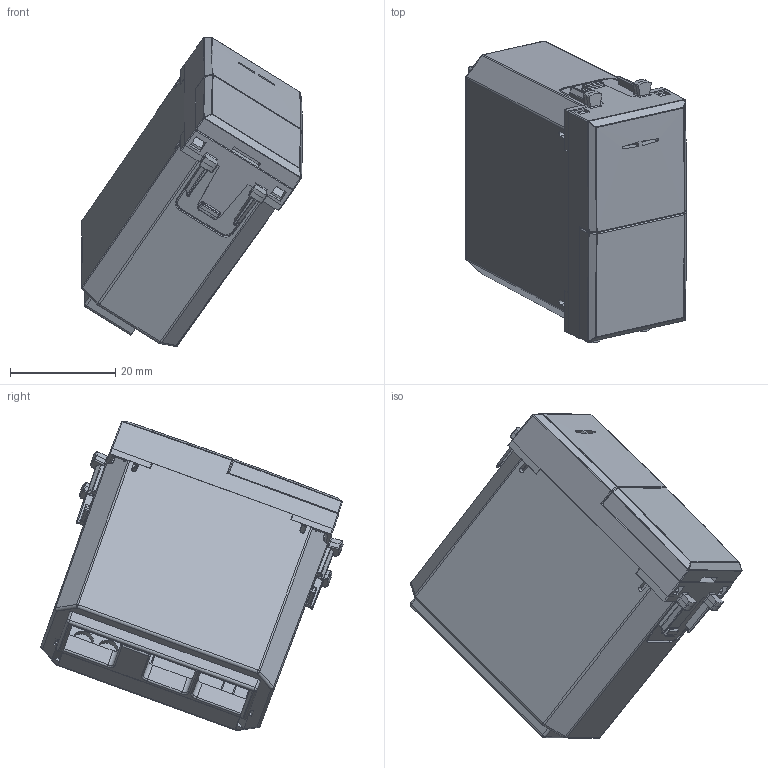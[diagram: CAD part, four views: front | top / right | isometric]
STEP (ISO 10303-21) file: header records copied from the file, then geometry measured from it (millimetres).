
FILE_DESCRIPTION(('CATIA V5 STEP Exchange'),'2;1');
FILE_NAME('443ABRTM-PV.stp','2024-03-01T15:42:42+00:00',('none'),('none'),'CATIA Version 5-6 Release 2016 SP6','CATIA V5 STEP AP203','none');
FILE_SCHEMA(('CONFIG_CONTROL_DESIGN'));
Products named in the file (1): 443ABRTM-PV
Assembly tree (5 placements, depth 2):
  443ABRTM-PV
    #57
    #4320
    #9293
    #21011
    #50136
Bounding box: 41.89 x 57.34 x 58.72 mm (x, y, z)
Volume: 11870.7 mm3; surface area: 18933.2 mm2
Topology: 4 solids, 4 shells, 1297 faces, 3706 edges, 2335 vertices
Faces by surface type: plane 685, cylinder 391, bspline 87, sphere 68, cone 53, torus 13
Entity records: 50159 total; most frequent: CARTESIAN_POINT 20609, ORIENTED_EDGE 7252, DIRECTION 4276, EDGE_CURVE 3626, VERTEX_POINT 2326, VECTOR 1993, LINE 1993, B_SPLINE_CURVE_WITH_KNOTS 1330
